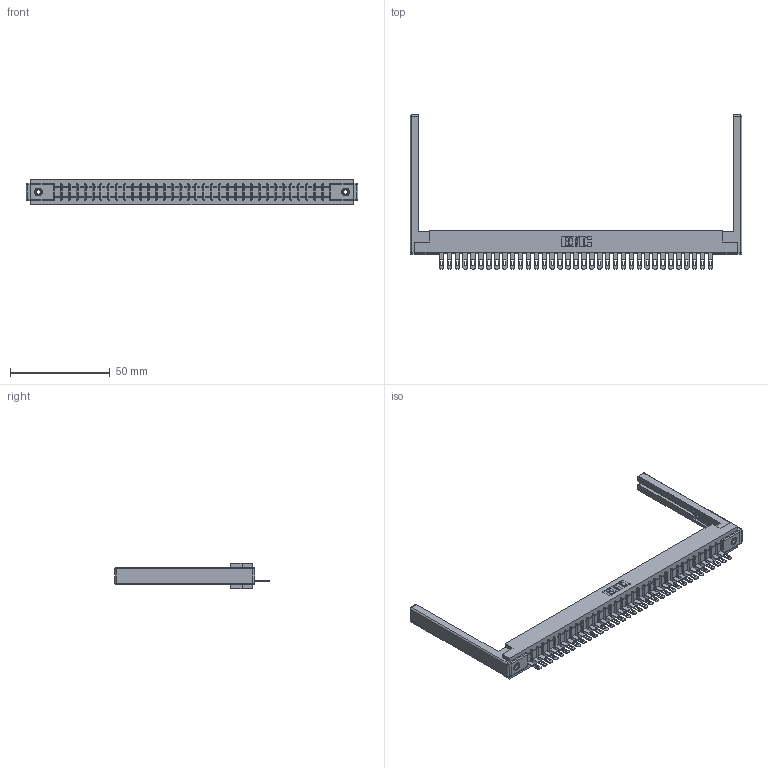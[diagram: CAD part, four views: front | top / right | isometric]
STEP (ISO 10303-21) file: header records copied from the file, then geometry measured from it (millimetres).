
FILE_DESCRIPTION (( 'STEP AP203' ), '1' );
FILE_NAME ('357-035-405-168.STEP', '2020-10-02T11:29:09', ( '' ), ( '' ), 'SwSTEP 2.0', 'SolidWorks 2020', '' );
FILE_SCHEMA (( 'CONFIG_CONTROL_DESIGN' ));
Length unit declared in the file: inch
Products named in the file (5): 357-035-405-168; 345-250-001_345-250-001-102; 307-290-001_505; 307-220-068; 307 Part_.156 Dia Mounting Holes
Assembly tree (40 placements, depth 2):
  357-035-405-168
    307 Part_.156 Dia Mounting Holes
    307-290-001_505  x35
    307-220-068  x2
    345-250-001_345-250-001-102  x2
Bounding box: 166.12 x 77.14 x 12.7 mm (x, y, z)
Volume: 21644.2 mm3; surface area: 22556.2 mm2
Topology: 40 solids, 40 shells, 2268 faces, 6383 edges, 4090 vertices
Faces by surface type: plane 1418, cylinder 754, sphere 80, cone 12, torus 4
Entity records: 33601 total; most frequent: CARTESIAN_POINT 5621, ORIENTED_EDGE 5596, DIRECTION 5490, EDGE_CURVE 2798, LINE 2140, VECTOR 2140, VERTEX_POINT 1806, AXIS2_PLACEMENT_3D 1675
